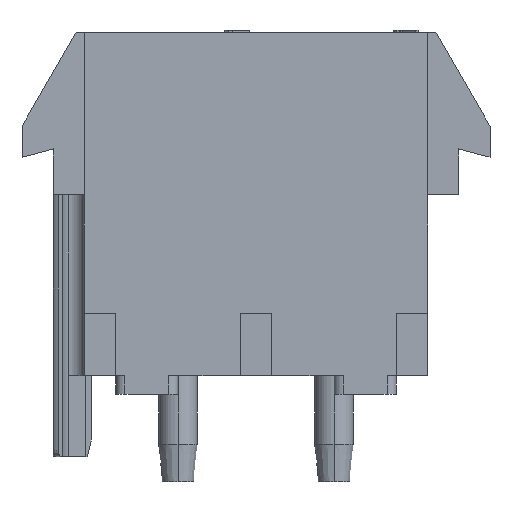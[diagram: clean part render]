
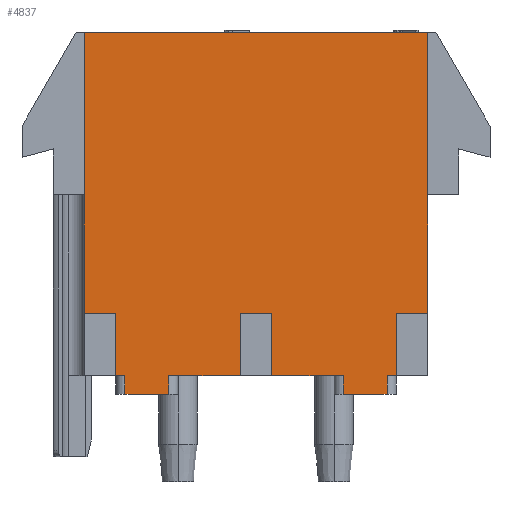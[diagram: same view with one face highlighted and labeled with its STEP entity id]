
A CAD part, left-side view. The second image highlights one B-rep face of the part: STEP entity #4837.
In plain terms, the highlighted planar face has unit normal (-1, 0, 0).
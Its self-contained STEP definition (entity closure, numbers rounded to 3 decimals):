
#116=DIRECTION('',(0.,-1.,0.));
#117=VECTOR('',#116,13.97);
#118=CARTESIAN_POINT('',(-3.81,6.985,0.));
#119=LINE('',#118,#117);
#941=DIRECTION('',(0.,0.,-1.));
#942=VECTOR('',#941,11.43);
#943=CARTESIAN_POINT('',(-3.81,-6.985,0.));
#944=LINE('',#943,#942);
#1033=DIRECTION('',(0.,-1.,0.));
#1034=VECTOR('',#1033,0.381);
#1035=CARTESIAN_POINT('',(-3.81,5.715,-13.97));
#1036=LINE('',#1035,#1034);
#1063=DIRECTION('',(0.,-1.,0.));
#1064=VECTOR('',#1063,2.921);
#1065=CARTESIAN_POINT('',(-3.81,3.556,-13.97));
#1066=LINE('',#1065,#1064);
#1091=DIRECTION('',(0.,-1.,0.));
#1092=VECTOR('',#1091,2.921);
#1093=CARTESIAN_POINT('',(-3.81,-0.635,-13.97));
#1094=LINE('',#1093,#1092);
#1121=DIRECTION('',(0.,-1.,0.));
#1122=VECTOR('',#1121,0.381);
#1123=CARTESIAN_POINT('',(-3.81,-5.334,-13.97));
#1124=LINE('',#1123,#1122);
#1437=DIRECTION('',(0.,0.,-1.));
#1438=VECTOR('',#1437,0.762);
#1439=CARTESIAN_POINT('',(-3.81,-5.334,-13.97));
#1440=LINE('',#1439,#1438);
#1444=DIRECTION('',(0.,0.,1.));
#1445=VECTOR('',#1444,2.54);
#1446=CARTESIAN_POINT('',(-3.81,-0.635,-13.97));
#1447=LINE('',#1446,#1445);
#1451=DIRECTION('',(0.,-1.,0.));
#1452=VECTOR('',#1451,1.27);
#1453=CARTESIAN_POINT('',(-3.81,0.635,-11.43));
#1454=LINE('',#1453,#1452);
#1458=DIRECTION('',(0.,0.,1.));
#1459=VECTOR('',#1458,2.54);
#1460=CARTESIAN_POINT('',(-3.81,0.635,-13.97));
#1461=LINE('',#1460,#1459);
#1465=DIRECTION('',(0.,0.,-1.));
#1466=VECTOR('',#1465,0.762);
#1467=CARTESIAN_POINT('',(-3.81,3.556,-13.97));
#1468=LINE('',#1467,#1466);
#1472=DIRECTION('',(0.,0.,1.));
#1473=VECTOR('',#1472,2.54);
#1474=CARTESIAN_POINT('',(-3.81,5.715,-13.97));
#1475=LINE('',#1474,#1473);
#1479=DIRECTION('',(0.,-1.,0.));
#1480=VECTOR('',#1479,1.27);
#1481=CARTESIAN_POINT('',(-3.81,6.985,-11.43));
#1482=LINE('',#1481,#1480);
#1486=DIRECTION('',(0.,0.,-1.));
#1487=VECTOR('',#1486,11.43);
#1488=CARTESIAN_POINT('',(-3.81,6.985,0.));
#1489=LINE('',#1488,#1487);
#1493=DIRECTION('',(0.,-1.,0.));
#1494=VECTOR('',#1493,1.27);
#1495=CARTESIAN_POINT('',(-3.81,-5.715,-11.43));
#1496=LINE('',#1495,#1494);
#1500=DIRECTION('',(0.,0.,1.));
#1501=VECTOR('',#1500,2.54);
#1502=CARTESIAN_POINT('',(-3.81,-5.715,-13.97));
#1503=LINE('',#1502,#1501);
#1521=DIRECTION('',(0.,0.,-1.));
#1522=VECTOR('',#1521,0.762);
#1523=CARTESIAN_POINT('',(-3.81,-3.556,-13.97));
#1524=LINE('',#1523,#1522);
#1543=DIRECTION('',(0.,1.,0.));
#1544=VECTOR('',#1543,1.778);
#1545=CARTESIAN_POINT('',(-3.81,3.556,-14.732));
#1546=LINE('',#1545,#1544);
#1611=DIRECTION('',(0.,1.,0.));
#1612=VECTOR('',#1611,1.778);
#1613=CARTESIAN_POINT('',(-3.81,-5.334,-14.732));
#1614=LINE('',#1613,#1612);
#1655=DIRECTION('',(0.,0.,-1.));
#1656=VECTOR('',#1655,0.762);
#1657=CARTESIAN_POINT('',(-3.81,5.334,-13.97));
#1658=LINE('',#1657,#1656);
#3413=CARTESIAN_POINT('',(-3.81,6.985,0.));
#3414=CARTESIAN_POINT('',(-3.81,-6.985,0.));
#3415=VERTEX_POINT('',#3413);
#3416=VERTEX_POINT('',#3414);
#3477=CARTESIAN_POINT('',(-3.81,6.985,-11.43));
#3478=CARTESIAN_POINT('',(-3.81,5.715,-11.43));
#3479=VERTEX_POINT('',#3477);
#3480=VERTEX_POINT('',#3478);
#3481=CARTESIAN_POINT('',(-3.81,0.635,-11.43));
#3482=CARTESIAN_POINT('',(-3.81,-0.635,-11.43));
#3483=VERTEX_POINT('',#3481);
#3484=VERTEX_POINT('',#3482);
#3485=CARTESIAN_POINT('',(-3.81,-5.715,-11.43));
#3486=CARTESIAN_POINT('',(-3.81,-6.985,-11.43));
#3487=VERTEX_POINT('',#3485);
#3488=VERTEX_POINT('',#3486);
#3489=CARTESIAN_POINT('',(-3.81,5.715,-13.97));
#3490=VERTEX_POINT('',#3489);
#3491=CARTESIAN_POINT('',(-3.81,-0.635,-13.97));
#3492=VERTEX_POINT('',#3491);
#3493=CARTESIAN_POINT('',(-3.81,0.635,-13.97));
#3494=VERTEX_POINT('',#3493);
#3495=CARTESIAN_POINT('',(-3.81,-5.715,-13.97));
#3496=VERTEX_POINT('',#3495);
#3501=CARTESIAN_POINT('',(-3.81,3.556,-14.732));
#3502=VERTEX_POINT('',#3501);
#3503=CARTESIAN_POINT('',(-3.81,5.334,-14.732));
#3504=VERTEX_POINT('',#3503);
#3517=CARTESIAN_POINT('',(-3.81,3.556,-13.97));
#3518=VERTEX_POINT('',#3517);
#3519=CARTESIAN_POINT('',(-3.81,5.334,-13.97));
#3520=VERTEX_POINT('',#3519);
#3529=CARTESIAN_POINT('',(-3.81,-3.556,-13.97));
#3530=VERTEX_POINT('',#3529);
#3531=CARTESIAN_POINT('',(-3.81,-5.334,-13.97));
#3532=VERTEX_POINT('',#3531);
#3786=CARTESIAN_POINT('',(-3.81,-5.334,-14.732));
#3788=VERTEX_POINT('',#3786);
#3789=CARTESIAN_POINT('',(-3.81,-3.556,-14.732));
#3790=VERTEX_POINT('',#3789);
#4800=CARTESIAN_POINT('',(-3.81,6.985,0.));
#4801=DIRECTION('',(-1.,0.,0.));
#4802=DIRECTION('',(0.,-1.,0.));
#4803=AXIS2_PLACEMENT_3D('',#4800,#4801,#4802);
#4804=PLANE('',#4803);
#4805=ORIENTED_EDGE('',*,*,#4539,.F.);
#4807=ORIENTED_EDGE('',*,*,#4806,.T.);
#4809=ORIENTED_EDGE('',*,*,#4808,.T.);
#4811=ORIENTED_EDGE('',*,*,#4810,.F.);
#4812=ORIENTED_EDGE('',*,*,#4531,.F.);
#4814=ORIENTED_EDGE('',*,*,#4813,.T.);
#4815=ORIENTED_EDGE('',*,*,#4774,.F.);
#4817=ORIENTED_EDGE('',*,*,#4816,.F.);
#4818=ORIENTED_EDGE('',*,*,#4523,.F.);
#4820=ORIENTED_EDGE('',*,*,#4819,.T.);
#4822=ORIENTED_EDGE('',*,*,#4821,.T.);
#4824=ORIENTED_EDGE('',*,*,#4823,.F.);
#4825=ORIENTED_EDGE('',*,*,#4515,.F.);
#4827=ORIENTED_EDGE('',*,*,#4826,.T.);
#4828=ORIENTED_EDGE('',*,*,#4760,.F.);
#4829=ORIENTED_EDGE('',*,*,#4138,.F.);
#4830=ORIENTED_EDGE('',*,*,#4012,.T.);
#4831=ORIENTED_EDGE('',*,*,#4473,.T.);
#4832=ORIENTED_EDGE('',*,*,#4790,.F.);
#4834=ORIENTED_EDGE('',*,*,#4833,.F.);
#4835=EDGE_LOOP('',(#4805,#4807,#4809,#4811,#4812,#4814,#4815,#4817,#4818,#4820,
#4822,#4824,#4825,#4827,#4828,#4829,#4830,#4831,#4832,#4834));
#4836=FACE_OUTER_BOUND('',#4835,.F.);
#4837=ADVANCED_FACE('',(#4836),#4804,.T.);
#4012=EDGE_CURVE('',#3415,#3416,#119,.T.);
#4138=EDGE_CURVE('',#3415,#3479,#1489,.T.);
#4473=EDGE_CURVE('',#3416,#3488,#944,.T.);
#4515=EDGE_CURVE('',#3490,#3520,#1036,.T.);
#4523=EDGE_CURVE('',#3518,#3494,#1066,.T.);
#4531=EDGE_CURVE('',#3492,#3530,#1094,.T.);
#4539=EDGE_CURVE('',#3532,#3496,#1124,.T.);
#4760=EDGE_CURVE('',#3479,#3480,#1482,.T.);
#4774=EDGE_CURVE('',#3483,#3484,#1454,.T.);
#4790=EDGE_CURVE('',#3487,#3488,#1496,.T.);
#4806=EDGE_CURVE('',#3532,#3788,#1440,.T.);
#4808=EDGE_CURVE('',#3788,#3790,#1614,.T.);
#4810=EDGE_CURVE('',#3530,#3790,#1524,.T.);
#4813=EDGE_CURVE('',#3492,#3484,#1447,.T.);
#4816=EDGE_CURVE('',#3494,#3483,#1461,.T.);
#4819=EDGE_CURVE('',#3518,#3502,#1468,.T.);
#4821=EDGE_CURVE('',#3502,#3504,#1546,.T.);
#4823=EDGE_CURVE('',#3520,#3504,#1658,.T.);
#4826=EDGE_CURVE('',#3490,#3480,#1475,.T.);
#4833=EDGE_CURVE('',#3496,#3487,#1503,.T.);
